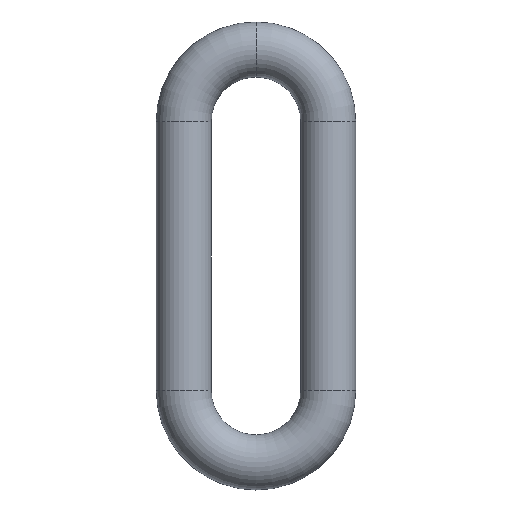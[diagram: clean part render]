
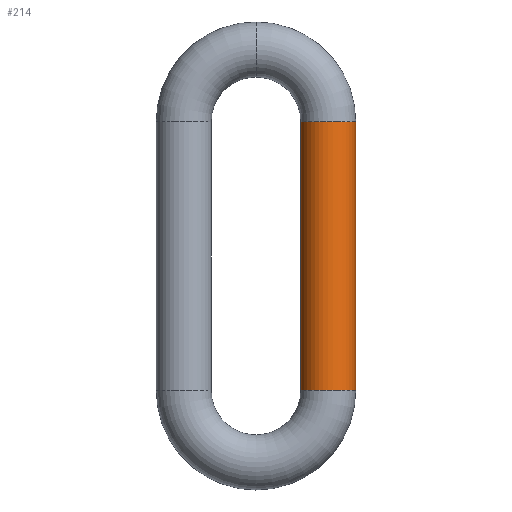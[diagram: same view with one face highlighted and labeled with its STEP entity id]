
A CAD part, front view. The second image highlights one B-rep face of the part: STEP entity #214.
In plain terms, the highlighted cylindrical face has radius 2 mm (diameter 4 mm), a partial arc.
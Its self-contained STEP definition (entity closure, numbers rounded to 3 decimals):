
#7 = CIRCLE ( 'NONE', #49, 2. ) ;
#36 = AXIS2_PLACEMENT_3D ( 'NONE', #120, #119, #121 ) ;
#41 = CIRCLE ( 'NONE', #45, 2. ) ;
#43 = VECTOR ( 'NONE', #144, 1000. ) ;
#44 = VECTOR ( 'NONE', #146, 1000. ) ;
#45 = AXIS2_PLACEMENT_3D ( 'NONE', #147, #148, #149 ) ;
#49 = AXIS2_PLACEMENT_3D ( 'NONE', #153, #154, #155 ) ;
#119 = DIRECTION ( 'NONE',  ( 0., 0., -1. ) ) ;
#120 = CARTESIAN_POINT ( 'NONE',  ( 5.25, 0., 9.75 ) ) ;
#121 = DIRECTION ( 'NONE',  ( -1., 0., 0. ) ) ;
#143 = CARTESIAN_POINT ( 'NONE',  ( 3.25, 0., 9.75 ) ) ;
#144 = DIRECTION ( 'NONE',  ( 0., 0., -1. ) ) ;
#145 = CARTESIAN_POINT ( 'NONE',  ( 7.25, 0., 9.75 ) ) ;
#146 = DIRECTION ( 'NONE',  ( 0., 0., -1. ) ) ;
#147 = CARTESIAN_POINT ( 'NONE',  ( 5.25, 0., -9.75 ) ) ;
#148 = DIRECTION ( 'NONE',  ( 0., 0., -1. ) ) ;
#149 = DIRECTION ( 'NONE',  ( -1., 0., 0. ) ) ;
#153 = CARTESIAN_POINT ( 'NONE',  ( 5.25, 0., 9.75 ) ) ;
#154 = DIRECTION ( 'NONE',  ( 0., 0., -1. ) ) ;
#155 = DIRECTION ( 'NONE',  ( -1., 0., 0. ) ) ;
#167 = CARTESIAN_POINT ( 'NONE',  ( 7.25, 0., -9.75 ) ) ;
#171 = CARTESIAN_POINT ( 'NONE',  ( 7.25, 0., 9.75 ) ) ;
#173 = CARTESIAN_POINT ( 'NONE',  ( 3.25, 0., -9.75 ) ) ;
#174 = CARTESIAN_POINT ( 'NONE',  ( 3.25, 0., 9.75 ) ) ;
#214 = ADVANCED_FACE ( 'NONE', ( #236 ), #282, .T. ) ;
#223 = EDGE_CURVE ( 'NONE', #272, #271, #240, .T. ) ;
#224 = EDGE_CURVE ( 'NONE', #269, #265, #241, .T. ) ;
#225 = EDGE_CURVE ( 'NONE', #265, #271, #41, .T. ) ;
#227 = EDGE_CURVE ( 'NONE', #269, #272, #7, .T. ) ;
#236 = FACE_OUTER_BOUND ( 'NONE', #259, .T. ) ;
#240 = LINE ( 'NONE', #143, #43 ) ;
#241 = LINE ( 'NONE', #145, #44 ) ;
#259 = EDGE_LOOP ( 'NONE', ( #287, #286, #288, #284 ) ) ;
#265 = VERTEX_POINT ( 'NONE', #167 ) ;
#269 = VERTEX_POINT ( 'NONE', #171 ) ;
#271 = VERTEX_POINT ( 'NONE', #173 ) ;
#272 = VERTEX_POINT ( 'NONE', #174 ) ;
#282 = CYLINDRICAL_SURFACE ( 'NONE', #36, 2. ) ;
#284 = ORIENTED_EDGE ( 'NONE', *, *, #225, .F. ) ;
#286 = ORIENTED_EDGE ( 'NONE', *, *, #227, .T. ) ;
#287 = ORIENTED_EDGE ( 'NONE', *, *, #224, .F. ) ;
#288 = ORIENTED_EDGE ( 'NONE', *, *, #223, .T. ) ;
